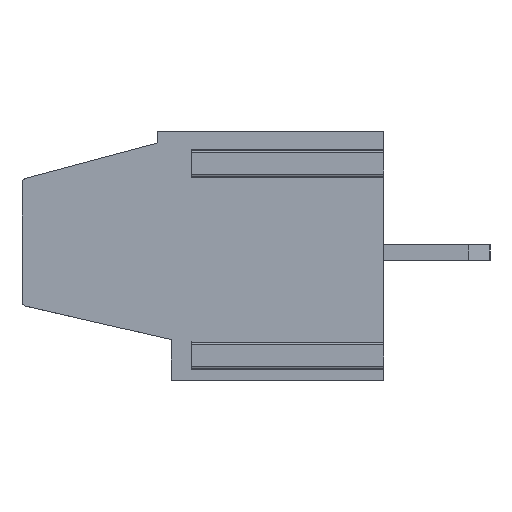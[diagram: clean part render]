
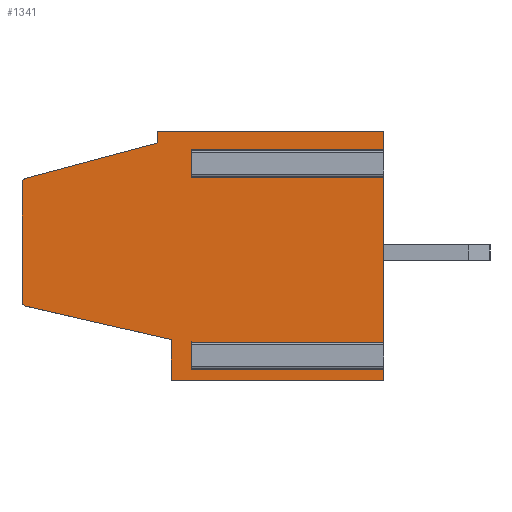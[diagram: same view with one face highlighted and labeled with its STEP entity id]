
A CAD part, left-side view. The second image highlights one B-rep face of the part: STEP entity #1341.
In plain terms, the highlighted planar face has unit normal (-1, 0, 0).
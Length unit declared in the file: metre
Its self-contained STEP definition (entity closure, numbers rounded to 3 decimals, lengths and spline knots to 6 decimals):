
#1341=ADVANCED_FACE('',(#2832),#2833,.F.);
#2832=FACE_OUTER_BOUND('',#4413,.T.);
#2833=PLANE('',#4414);
#4413=EDGE_LOOP('',(#8479,#8480,#8481,#8482,#8483,#8484,#8485,#8486,#8487,#8488,#8489,#8490,#8491,#8492,#8493,#8494,#8495,#8496));
#4414=AXIS2_PLACEMENT_3D('',#8497,#8498,#8499);
#8479=ORIENTED_EDGE('',*,*,#10611,.F.);
#8480=ORIENTED_EDGE('',*,*,#10879,.F.);
#8481=ORIENTED_EDGE('',*,*,#9462,.F.);
#8482=ORIENTED_EDGE('',*,*,#9391,.F.);
#8483=ORIENTED_EDGE('',*,*,#10865,.F.);
#8484=ORIENTED_EDGE('',*,*,#9674,.T.);
#8485=ORIENTED_EDGE('',*,*,#9741,.T.);
#8486=ORIENTED_EDGE('',*,*,#9381,.F.);
#8487=ORIENTED_EDGE('',*,*,#9743,.F.);
#8488=ORIENTED_EDGE('',*,*,#9680,.T.);
#8489=ORIENTED_EDGE('',*,*,#9730,.T.);
#8490=ORIENTED_EDGE('',*,*,#9373,.F.);
#8491=ORIENTED_EDGE('',*,*,#10558,.F.);
#8492=ORIENTED_EDGE('',*,*,#10599,.F.);
#8493=ORIENTED_EDGE('',*,*,#10596,.F.);
#8494=ORIENTED_EDGE('',*,*,#10592,.T.);
#8495=ORIENTED_EDGE('',*,*,#10584,.F.);
#8496=ORIENTED_EDGE('',*,*,#10580,.T.);
#8497=CARTESIAN_POINT('',(-0.031868,0.,0.098576));
#8498=DIRECTION('',(1.0,0.,0.));
#8499=DIRECTION('',(0.0,1.0,0.));
#9373=EDGE_CURVE('',#11218,#11220,#11221,.T.);
#9381=EDGE_CURVE('',#11234,#11236,#11237,.T.);
#9391=EDGE_CURVE('',#11254,#11182,#11256,.T.);
#9462=EDGE_CURVE('',#11182,#11396,#11397,.T.);
#9674=EDGE_CURVE('',#11729,#11727,#11730,.T.);
#9680=EDGE_CURVE('',#11739,#11740,#11741,.T.);
#9730=EDGE_CURVE('',#11740,#11220,#11827,.T.);
#9741=EDGE_CURVE('',#11727,#11236,#11838,.T.);
#9743=EDGE_CURVE('',#11739,#11234,#11840,.T.);
#10558=EDGE_CURVE('',#13045,#11218,#13047,.T.);
#10580=EDGE_CURVE('',#13078,#13082,#13084,.T.);
#10584=EDGE_CURVE('',#13078,#13086,#13090,.T.);
#10592=EDGE_CURVE('',#13101,#13086,#13104,.T.);
#10596=EDGE_CURVE('',#13101,#13107,#13110,.T.);
#10599=EDGE_CURVE('',#13107,#13045,#13113,.T.);
#10611=EDGE_CURVE('',#13127,#13082,#13129,.T.);
#10865=EDGE_CURVE('',#11729,#11254,#13453,.T.);
#10879=EDGE_CURVE('',#11396,#13127,#13467,.T.);
#11182=VERTEX_POINT('',#13876);
#11218=VERTEX_POINT('',#13922);
#11220=VERTEX_POINT('',#13925);
#11221=LINE('',#13926,#13927);
#11234=VERTEX_POINT('',#13943);
#11236=VERTEX_POINT('',#13945);
#11237=LINE('',#13946,#13947);
#11254=VERTEX_POINT('',#13968);
#11256=LINE('',#13970,#13971);
#11396=VERTEX_POINT('',#14180);
#11397=LINE('',#14181,#14182);
#11727=VERTEX_POINT('',#14669);
#11729=VERTEX_POINT('',#14671);
#11730=LINE('',#14672,#14673);
#11739=VERTEX_POINT('',#14684);
#11740=VERTEX_POINT('',#14685);
#11741=LINE('',#14686,#14687);
#11827=LINE('',#14811,#14812);
#11838=LINE('',#14828,#14829);
#11840=LINE('',#14831,#14832);
#13045=VERTEX_POINT('',#16546);
#13047=LINE('',#16549,#16550);
#13078=VERTEX_POINT('',#16585);
#13082=VERTEX_POINT('',#16590);
#13084=CIRCLE('',#16593,0.0002);
#13086=VERTEX_POINT('',#16595);
#13090=LINE('',#16601,#16602);
#13101=VERTEX_POINT('',#16613);
#13104=CIRCLE('',#16617,0.0002);
#13107=VERTEX_POINT('',#16620);
#13110=LINE('',#16625,#16626);
#13113=LINE('',#16630,#16631);
#13127=VERTEX_POINT('',#16654);
#13129=LINE('',#16657,#16658);
#13453=LINE('',#17105,#17106);
#13467=LINE('',#17125,#17126);
#13876=CARTESIAN_POINT('',(-0.031868,-0.020641,0.039));
#13922=CARTESIAN_POINT('',(-0.031868,-0.020641,0.05));
#13925=CARTESIAN_POINT('',(-0.031868,-0.020641,0.04911));
#13926=CARTESIAN_POINT('',(-0.031868,-0.020641,0.039));
#13927=VECTOR('',#17687,1.0);
#13943=CARTESIAN_POINT('',(-0.031868,-0.020641,0.04809));
#13945=CARTESIAN_POINT('',(-0.031868,-0.020641,0.04061));
#13946=CARTESIAN_POINT('',(-0.031868,-0.020641,0.039));
#13947=VECTOR('',#17703,1.0);
#13968=CARTESIAN_POINT('',(-0.031868,-0.020641,0.03959));
#13970=CARTESIAN_POINT('',(-0.031868,-0.020641,0.039));
#13971=VECTOR('',#17722,1.0);
#14180=CARTESIAN_POINT('',(-0.031868,-0.011241,0.039));
#14181=CARTESIAN_POINT('',(-0.031868,-0.011241,0.039));
#14182=VECTOR('',#17792,1.0);
#14669=CARTESIAN_POINT('',(-0.031868,-0.012141,0.04061));
#14671=CARTESIAN_POINT('',(-0.031868,-0.012141,0.03959));
#14672=CARTESIAN_POINT('',(-0.031868,-0.012141,0.04061));
#14673=VECTOR('',#17999,1.0);
#14684=CARTESIAN_POINT('',(-0.031868,-0.012141,0.04809));
#14685=CARTESIAN_POINT('',(-0.031868,-0.012141,0.04911));
#14686=CARTESIAN_POINT('',(-0.031868,-0.012141,0.04911));
#14687=VECTOR('',#18008,1.0);
#14811=CARTESIAN_POINT('',(-0.031868,-0.012141,0.04911));
#14812=VECTOR('',#18059,1.0);
#14828=CARTESIAN_POINT('',(-0.031868,-0.012141,0.04061));
#14829=VECTOR('',#18065,1.0);
#14831=CARTESIAN_POINT('',(-0.031868,-0.012141,0.04809));
#14832=VECTOR('',#18066,1.0);
#16546=CARTESIAN_POINT('',(-0.031868,-0.010641,0.05));
#16549=CARTESIAN_POINT('',(-0.031868,-0.020641,0.05));
#16550=VECTOR('',#18844,1.0);
#16585=CARTESIAN_POINT('',(-0.031868,-0.004641,0.042483));
#16590=CARTESIAN_POINT('',(-0.031868,-0.004796,0.042288));
#16593=AXIS2_PLACEMENT_3D('',#18875,#18876,#18877);
#16595=CARTESIAN_POINT('',(-0.031868,-0.004641,0.047739));
#16601=CARTESIAN_POINT('',(-0.031868,-0.004641,0.047892));
#16602=VECTOR('',#18880,1.0);
#16613=CARTESIAN_POINT('',(-0.031868,-0.004789,0.047932));
#16617=AXIS2_PLACEMENT_3D('',#18897,#18898,#18899);
#16620=CARTESIAN_POINT('',(-0.031868,-0.010641,0.0495));
#16625=CARTESIAN_POINT('',(-0.031868,-0.010641,0.0495));
#16626=VECTOR('',#18902,1.0);
#16630=CARTESIAN_POINT('',(-0.031868,-0.010641,0.05));
#16631=VECTOR('',#18904,1.0);
#16654=CARTESIAN_POINT('',(-0.031868,-0.011241,0.0408));
#16657=CARTESIAN_POINT('',(-0.031868,-0.004641,0.042324));
#16658=VECTOR('',#18915,1.0);
#17105=CARTESIAN_POINT('',(-0.031868,-0.012141,0.03959));
#17106=VECTOR('',#19111,1.0);
#17125=CARTESIAN_POINT('',(-0.031868,-0.011241,0.098576));
#17126=VECTOR('',#19117,1.0);
#17687=DIRECTION('',(0.,0.,-1.0));
#17703=DIRECTION('',(0.,0.,-1.0));
#17722=DIRECTION('',(0.,0.,-1.0));
#17792=DIRECTION('',(0.,1.0,0.));
#17999=DIRECTION('',(0.0,0.0,1.0));
#18008=DIRECTION('',(0.0,0.0,1.0));
#18059=DIRECTION('',(0.,-1.0,0.));
#18065=DIRECTION('',(0.,-1.0,0.));
#18066=DIRECTION('',(0.,-1.0,0.));
#18844=DIRECTION('',(0.,-1.0,0.));
#18875=CARTESIAN_POINT('',(-0.031868,-0.004841,0.042483));
#18876=DIRECTION('',(-1.0,0.,0.));
#18877=DIRECTION('',(0.,0.0,-1.0));
#18880=DIRECTION('',(0.,0.,1.0));
#18897=CARTESIAN_POINT('',(-0.031868,-0.004841,0.047739));
#18898=DIRECTION('',(-1.0,0.,0.));
#18899=DIRECTION('',(0.,0.0,-1.0));
#18902=DIRECTION('',(0.,-0.966,0.259));
#18904=DIRECTION('',(0.,0.,1.0));
#18915=DIRECTION('',(0.,0.974,0.225));
#19111=DIRECTION('',(0.,-1.0,0.));
#19117=DIRECTION('',(0.,0.0,1.0));
